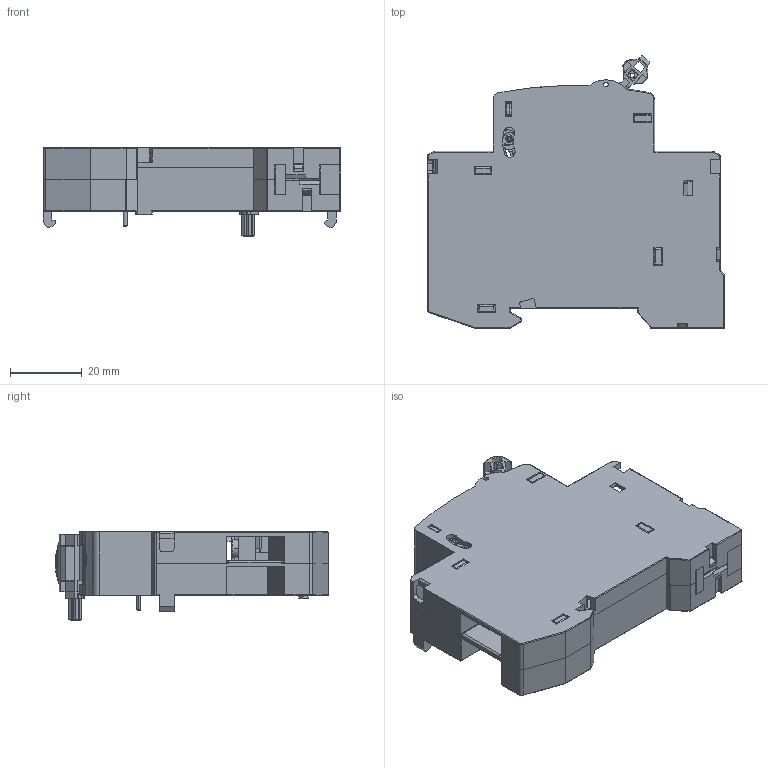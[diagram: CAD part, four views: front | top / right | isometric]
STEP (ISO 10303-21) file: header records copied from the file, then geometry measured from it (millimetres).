
FILE_DESCRIPTION (( 'STEP AP203' ), '1' );
FILE_NAME ('M2SHX1 --170792001.STEP', '2022-03-25T10:37:34', ( '' ), ( '' ), 'SwSTEP 2.0', 'SolidWorks 2017', '' );
FILE_SCHEMA (( 'CONFIG_CONTROL_DESIGN' ));
Products named in the file (1): M2SHX1 --170792001
Bounding box: 82.7 x 75.81 x 24.6 mm (x, y, z)
Surface area: 27832.5 mm2 (no closed solid volume)
Topology: 0 solids, 41 shells, 902 faces, 3922 edges, 2964 vertices
Faces by surface type: plane 509, cylinder 296, bspline 93, cone 4
Entity records: 44475 total; most frequent: CARTESIAN_POINT 15240, ORIENTED_EDGE 5748, DIRECTION 5304, EDGE_CURVE 3888, VERTEX_POINT 2964, VECTOR 2550, LINE 2550, AXIS2_PLACEMENT_3D 1377
